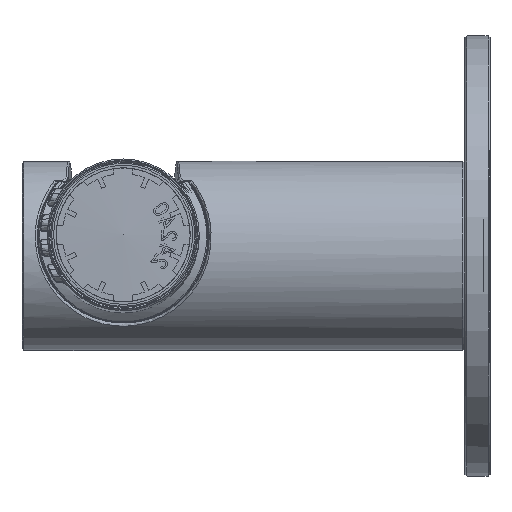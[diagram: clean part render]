
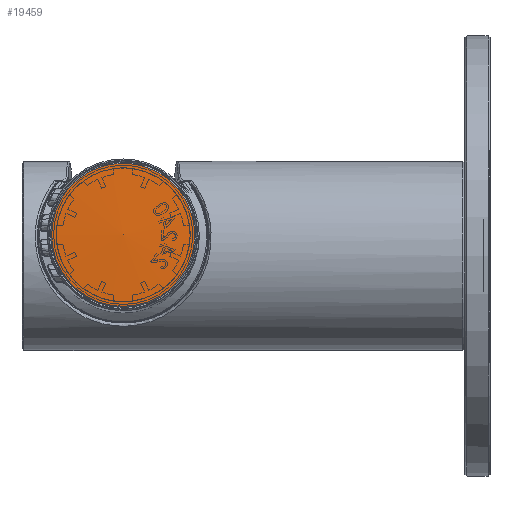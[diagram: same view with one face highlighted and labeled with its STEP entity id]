
A CAD part, top view. The second image highlights one B-rep face of the part: STEP entity #19459.
In plain terms, the highlighted spherical face has radius 189.104 mm.
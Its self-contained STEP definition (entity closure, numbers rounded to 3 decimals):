
#135=SPHERICAL_SURFACE('',#21365,189.104);
#2836=CIRCLE('',#21364,11.312);
#7419=ORIENTED_EDGE('',*,*,#11225,.T.);
#11225=EDGE_CURVE('',#13430,#13430,#2836,.T.);
#13430=VERTEX_POINT('',#41488);
#16214=EDGE_LOOP('',(#7419));
#17887=FACE_BOUND('',#16214,.T.);
#19459=ADVANCED_FACE('',(#17887),#135,.T.);
#21364=AXIS2_PLACEMENT_3D('',#41487,#25045,#25046);
#21365=AXIS2_PLACEMENT_3D('',#41489,#25047,#25048);
#25045=DIRECTION('',(0.,0.,1.));
#25046=DIRECTION('',(1.,0.,0.));
#25047=DIRECTION('',(0.,0.,1.));
#25048=DIRECTION('',(1.,0.,0.));
#41487=CARTESIAN_POINT('',(0.,0.,0.011));
#41488=CARTESIAN_POINT('',(11.312,0.,0.011));
#41489=CARTESIAN_POINT('',(0.,0.,-188.754));
